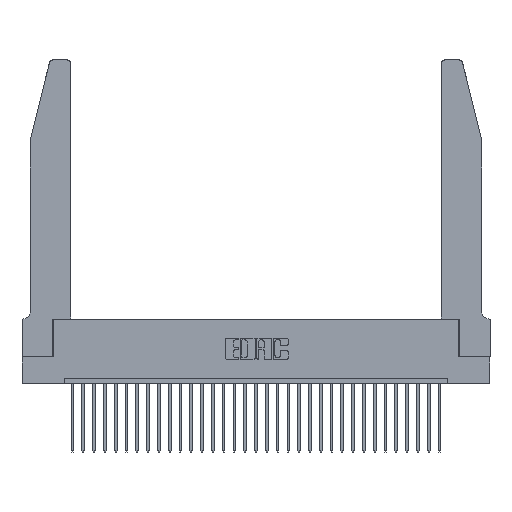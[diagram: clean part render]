
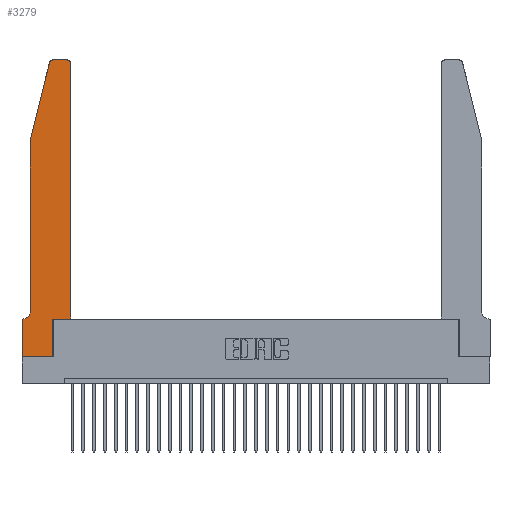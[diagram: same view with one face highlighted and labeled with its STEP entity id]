
A CAD part, top view. The second image highlights one B-rep face of the part: STEP entity #3279.
In plain terms, the highlighted planar face has unit normal (0, 0, 1).
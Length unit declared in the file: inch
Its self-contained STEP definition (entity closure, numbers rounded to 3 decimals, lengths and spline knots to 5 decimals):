
#612 = AXIS2_PLACEMENT_3D ( 'NONE', #8848, #18586, #25975 ) ;
#693 = ORIENTED_EDGE ( 'NONE', *, *, #29748, .T. ) ;
#763 = EDGE_CURVE ( 'NONE', #27249, #30730, #5872, .T. ) ;
#1028 = DIRECTION ( 'NONE',  ( 1., 0., 0. ) ) ;
#1317 = DIRECTION ( 'NONE',  ( 0., 0., 1. ) ) ;
#1368 = AXIS2_PLACEMENT_3D ( 'NONE', #4731, #29516, #9900 ) ;
#1718 = CARTESIAN_POINT ( 'NONE',  ( 0.0755, 2., 0.37 ) ) ;
#1745 = EDGE_CURVE ( 'NONE', #27443, #27249, #28689, .T. ) ;
#2323 = VERTEX_POINT ( 'NONE', #2354 ) ;
#2354 = CARTESIAN_POINT ( 'NONE',  ( 0.0055, 0.35, 0.37 ) ) ;
#2420 = DIRECTION ( 'NONE',  ( 0., -1., 0. ) ) ;
#3216 = EDGE_LOOP ( 'NONE', ( #17510, #31344, #21986, #693, #30045, #22687, #13974, #8190, #9804, #28057, #5674, #22499 ) ) ;
#3234 = VECTOR ( 'NONE', #22321, 39.37008 ) ;
#3279 = ADVANCED_FACE ( 'NONE', ( #13227 ), #20187, .T. ) ;
#3548 = CARTESIAN_POINT ( 'NONE',  ( 0.0755, 2., 0.37 ) ) ;
#3951 = CARTESIAN_POINT ( 'NONE',  ( 0., 0., 0.37 ) ) ;
#4291 = CARTESIAN_POINT ( 'NONE',  ( 0., 0., 0.37 ) ) ;
#4731 = CARTESIAN_POINT ( 'NONE',  ( 0.0055, 0.42, 0.37 ) ) ;
#5359 = CARTESIAN_POINT ( 'NONE',  ( 0., 0.35, 0.37 ) ) ;
#5572 = VECTOR ( 'NONE', #16952, 39.37008 ) ;
#5674 = ORIENTED_EDGE ( 'NONE', *, *, #763, .T. ) ;
#5872 = LINE ( 'NONE', #6665, #12433 ) ;
#5938 = CARTESIAN_POINT ( 'NONE',  ( 0.284, 2.75, 0.37 ) ) ;
#5966 = VERTEX_POINT ( 'NONE', #5938 ) ;
#6189 = VERTEX_POINT ( 'NONE', #13594 ) ;
#6665 = CARTESIAN_POINT ( 'NONE',  ( 0.4505, 0.35, 0.37 ) ) ;
#6839 = VERTEX_POINT ( 'NONE', #13035 ) ;
#7596 = VECTOR ( 'NONE', #27656, 39.37008 ) ;
#7787 = CARTESIAN_POINT ( 'NONE',  ( 0.2865, 0.35, 0.37 ) ) ;
#7821 = DIRECTION ( 'NONE',  ( 1., 0., 0. ) ) ;
#8079 = EDGE_CURVE ( 'NONE', #30730, #10982, #30179, .T. ) ;
#8190 = ORIENTED_EDGE ( 'NONE', *, *, #31336, .T. ) ;
#8729 = LINE ( 'NONE', #4291, #10270 ) ;
#8848 = CARTESIAN_POINT ( 'NONE',  ( 0.284, 2.72, 0.37 ) ) ;
#9175 = LINE ( 'NONE', #25177, #7596 ) ;
#9564 = CARTESIAN_POINT ( 'NONE',  ( 0., 0., 0.37 ) ) ;
#9804 = ORIENTED_EDGE ( 'NONE', *, *, #11634, .T. ) ;
#9900 = DIRECTION ( 'NONE',  ( -1., 0., 0. ) ) ;
#10270 = VECTOR ( 'NONE', #2420, 39.37008 ) ;
#10840 = DIRECTION ( 'NONE',  ( -0.239, -0.971, 0. ) ) ;
#10887 = DIRECTION ( 'NONE',  ( 0., -1., 0. ) ) ;
#10982 = VERTEX_POINT ( 'NONE', #19273 ) ;
#11481 = DIRECTION ( 'NONE',  ( 1., 0., 0. ) ) ;
#11634 = EDGE_CURVE ( 'NONE', #6189, #27443, #29209, .T. ) ;
#11912 = CARTESIAN_POINT ( 'NONE',  ( 0.4505, 0.35, 0.37 ) ) ;
#12433 = VECTOR ( 'NONE', #26479, 39.37008 ) ;
#12698 = VERTEX_POINT ( 'NONE', #15505 ) ;
#13035 = CARTESIAN_POINT ( 'NONE',  ( 0.25487, 2.72718, 0.37 ) ) ;
#13227 = FACE_OUTER_BOUND ( 'NONE', #3216, .T. ) ;
#13594 = CARTESIAN_POINT ( 'NONE',  ( 0.2865, 0., 0.37 ) ) ;
#13974 = ORIENTED_EDGE ( 'NONE', *, *, #23415, .T. ) ;
#14597 = DIRECTION ( 'NONE',  ( 1., 0., 0. ) ) ;
#14716 = VECTOR ( 'NONE', #14597, 39.37008 ) ;
#14846 = CIRCLE ( 'NONE', #612, 0.03 ) ;
#15263 = CIRCLE ( 'NONE', #1368, 0.07 ) ;
#15505 = CARTESIAN_POINT ( 'NONE',  ( 0., 0.35, 0.37 ) ) ;
#16737 = CARTESIAN_POINT ( 'NONE',  ( 0.2605, 2.75, 0.37 ) ) ;
#16952 = DIRECTION ( 'NONE',  ( -1., 0., 0. ) ) ;
#17510 = ORIENTED_EDGE ( 'NONE', *, *, #19595, .T. ) ;
#17561 = DIRECTION ( 'NONE',  ( 0., 0., 1. ) ) ;
#18586 = DIRECTION ( 'NONE',  ( 0., 0., 1. ) ) ;
#19273 = CARTESIAN_POINT ( 'NONE',  ( 0.4205, 2.75, 0.37 ) ) ;
#19382 = EDGE_CURVE ( 'NONE', #5966, #6839, #14846, .T. ) ;
#19458 = VERTEX_POINT ( 'NONE', #1718 ) ;
#19588 = VECTOR ( 'NONE', #1028, 39.37008 ) ;
#19595 = EDGE_CURVE ( 'NONE', #10982, #5966, #25334, .T. ) ;
#19912 = LINE ( 'NONE', #31743, #24204 ) ;
#19955 = EDGE_CURVE ( 'NONE', #6839, #19458, #19912, .T. ) ;
#20187 = PLANE ( 'NONE',  #27195 ) ;
#21051 = VERTEX_POINT ( 'NONE', #9564 ) ;
#21986 = ORIENTED_EDGE ( 'NONE', *, *, #19955, .T. ) ;
#22321 = DIRECTION ( 'NONE',  ( 0., 1., 0. ) ) ;
#22499 = ORIENTED_EDGE ( 'NONE', *, *, #8079, .T. ) ;
#22687 = ORIENTED_EDGE ( 'NONE', *, *, #22738, .T. ) ;
#22738 = EDGE_CURVE ( 'NONE', #2323, #12698, #9175, .T. ) ;
#23101 = LINE ( 'NONE', #3548, #24670 ) ;
#23415 = EDGE_CURVE ( 'NONE', #12698, #21051, #8729, .T. ) ;
#24204 = VECTOR ( 'NONE', #10840, 39.37008 ) ;
#24619 = LINE ( 'NONE', #3951, #19588 ) ;
#24670 = VECTOR ( 'NONE', #10887, 39.37008 ) ;
#25064 = CARTESIAN_POINT ( 'NONE',  ( 0.0755, 0.42, 0.37 ) ) ;
#25177 = CARTESIAN_POINT ( 'NONE',  ( 0.0755, 0.35, 0.37 ) ) ;
#25307 = CARTESIAN_POINT ( 'NONE',  ( 0.2865, 0.35, 0.37 ) ) ;
#25334 = LINE ( 'NONE', #16737, #5572 ) ;
#25688 = CARTESIAN_POINT ( 'NONE',  ( 0.4505, 2.72, 0.37 ) ) ;
#25975 = DIRECTION ( 'NONE',  ( 1., 0., 0. ) ) ;
#26479 = DIRECTION ( 'NONE',  ( 0., 1., 0. ) ) ;
#27195 = AXIS2_PLACEMENT_3D ( 'NONE', #5359, #17561, #7821 ) ;
#27249 = VERTEX_POINT ( 'NONE', #29184 ) ;
#27443 = VERTEX_POINT ( 'NONE', #25307 ) ;
#27592 = AXIS2_PLACEMENT_3D ( 'NONE', #28487, #1317, #11481 ) ;
#27656 = DIRECTION ( 'NONE',  ( -1., 0., 0. ) ) ;
#28057 = ORIENTED_EDGE ( 'NONE', *, *, #1745, .T. ) ;
#28076 = VERTEX_POINT ( 'NONE', #25064 ) ;
#28487 = CARTESIAN_POINT ( 'NONE',  ( 0.4205, 2.72, 0.37 ) ) ;
#28689 = LINE ( 'NONE', #11912, #14716 ) ;
#29184 = CARTESIAN_POINT ( 'NONE',  ( 0.4505, 0.35, 0.37 ) ) ;
#29209 = LINE ( 'NONE', #7787, #3234 ) ;
#29516 = DIRECTION ( 'NONE',  ( 0., 0., -1. ) ) ;
#29748 = EDGE_CURVE ( 'NONE', #19458, #28076, #23101, .T. ) ;
#30045 = ORIENTED_EDGE ( 'NONE', *, *, #31091, .T. ) ;
#30179 = CIRCLE ( 'NONE', #27592, 0.03 ) ;
#30730 = VERTEX_POINT ( 'NONE', #25688 ) ;
#31091 = EDGE_CURVE ( 'NONE', #28076, #2323, #15263, .T. ) ;
#31336 = EDGE_CURVE ( 'NONE', #21051, #6189, #24619, .T. ) ;
#31344 = ORIENTED_EDGE ( 'NONE', *, *, #19382, .T. ) ;
#31743 = CARTESIAN_POINT ( 'NONE',  ( 0.0755, 2., 0.37 ) ) ;
